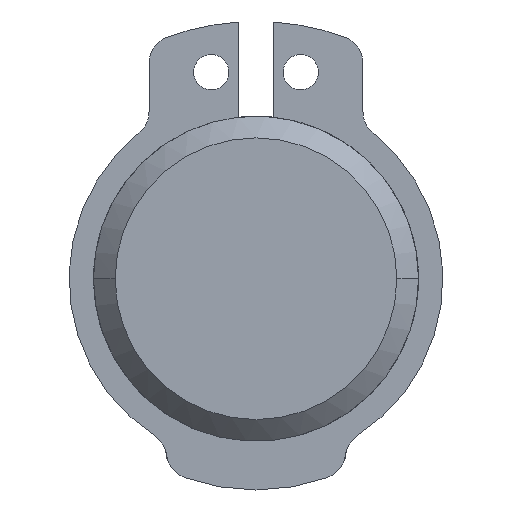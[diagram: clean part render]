
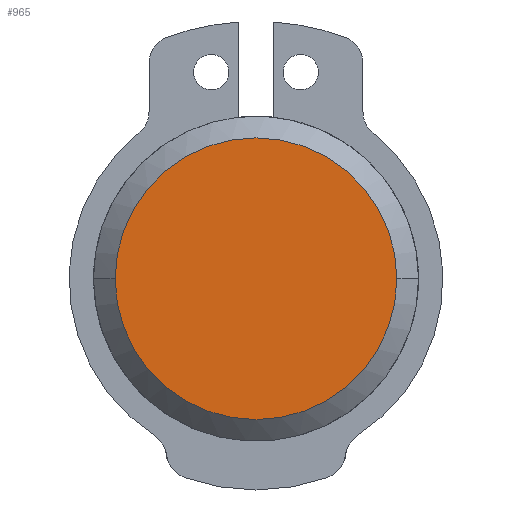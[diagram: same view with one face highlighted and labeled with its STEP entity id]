
A CAD part, left-side view. The second image highlights one B-rep face of the part: STEP entity #965.
In plain terms, the highlighted planar face has unit normal (-1, 0, 0).
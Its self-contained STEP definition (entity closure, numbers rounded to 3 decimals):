
#657=EDGE_CURVE('',#881,#679,#1453,.T.);
#679=VERTEX_POINT('',#1476);
#881=VERTEX_POINT('',#1698);
#965=ADVANCED_FACE('',(#1789),#1790,.F.);
#1025=EDGE_CURVE('',#679,#881,#1856,.T.);
#1453=CIRCLE('',#2375,5.2);
#1476=CARTESIAN_POINT('',(-18.5,-5.2,0.));
#1698=CARTESIAN_POINT('',(-18.5,5.2,0.));
#1789=FACE_OUTER_BOUND('',#2832,.T.);
#1790=PLANE('',#2833);
#1856=CIRCLE('',#2926,5.2);
#2375=AXIS2_PLACEMENT_3D('',#3458,#3459,#3460);
#2832=EDGE_LOOP('',(#3861,#3862));
#2833=AXIS2_PLACEMENT_3D('',#3863,#3864,#3865);
#2926=AXIS2_PLACEMENT_3D('',#3962,#3963,#3964);
#3458=CARTESIAN_POINT('',(-18.5,0.,0.));
#3459=DIRECTION('',(-1.0,0.,0.));
#3460=DIRECTION('',(0.,1.0,0.));
#3861=ORIENTED_EDGE('',*,*,#657,.T.);
#3862=ORIENTED_EDGE('',*,*,#1025,.T.);
#3863=CARTESIAN_POINT('',(-18.5,0.,1.519));
#3864=DIRECTION('',(1.0,0.,0.));
#3865=DIRECTION('',(0.,1.0,0.0));
#3962=CARTESIAN_POINT('',(-18.5,0.,0.));
#3963=DIRECTION('',(-1.0,0.,0.));
#3964=DIRECTION('',(0.,1.0,0.));
